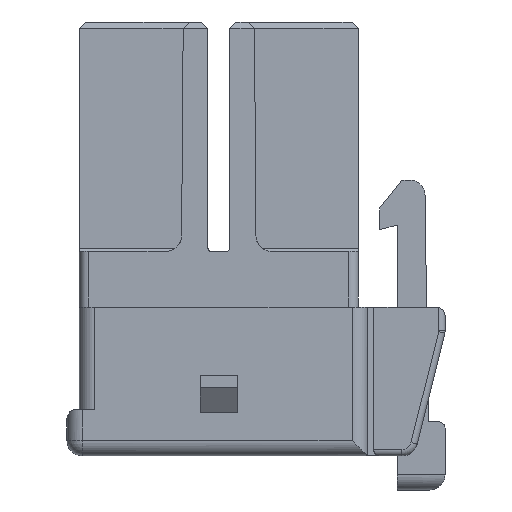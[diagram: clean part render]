
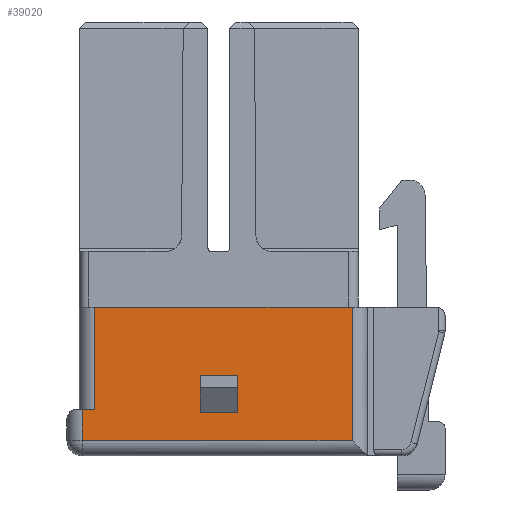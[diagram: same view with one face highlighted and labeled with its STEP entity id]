
A CAD part, left-side view. The second image highlights one B-rep face of the part: STEP entity #39020.
In plain terms, the highlighted planar face has unit normal (-1, 0, 0).
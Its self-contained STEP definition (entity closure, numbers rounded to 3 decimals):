
#32270=CARTESIAN_POINT('',(-5.55,-4.225,0.5));
#32280=VERTEX_POINT('',#32270);
#32310=CARTESIAN_POINT('',(-5.55,-4.225,4.8));
#32320=DIRECTION('',(0.,0.,-1.));
#32330=VECTOR('',#32320,1.);
#32340=LINE('',#32310,#32330);
#32350=CARTESIAN_POINT('',(-5.55,-4.225,4.8));
#32360=VERTEX_POINT('',#32350);
#32370=EDGE_CURVE('',#32360,#32280,#32340,.T.);
#32550=CARTESIAN_POINT('',(-5.55,-4.225,0.5));
#32560=DIRECTION('',(0.,1.,0.));
#32570=VECTOR('',#32560,1.);
#32580=LINE('',#32550,#32570);
#32590=CARTESIAN_POINT('',(-5.55,4.475,0.5));
#32600=VERTEX_POINT('',#32590);
#32610=EDGE_CURVE('',#32280,#32600,#32580,.T.);
#33180=CARTESIAN_POINT('',(-5.55,4.475,1.5));
#33190=VERTEX_POINT('',#33180);
#33220=CARTESIAN_POINT('',(-5.55,4.475,0.5));
#33230=DIRECTION('',(0.,0.,1.));
#33240=VECTOR('',#33230,1.);
#33250=LINE('',#33220,#33240);
#33260=EDGE_CURVE('',#32600,#33190,#33250,.T.);
#34000=CARTESIAN_POINT('',(-5.55,4.075,1.5));
#34010=VERTEX_POINT('',#34000);
#34040=CARTESIAN_POINT('',(-5.55,4.075,1.5));
#34050=DIRECTION('',(0.,1.,0.));
#34060=VECTOR('',#34050,1.);
#34070=LINE('',#34040,#34060);
#34080=EDGE_CURVE('',#34010,#33190,#34070,.T.);
#34420=CARTESIAN_POINT('',(-5.55,4.075,4.8));
#34430=VERTEX_POINT('',#34420);
#34460=CARTESIAN_POINT('',(-5.55,4.075,1.5));
#34470=DIRECTION('',(0.,0.,1.));
#34480=VECTOR('',#34470,1.);
#34490=LINE('',#34460,#34480);
#34500=EDGE_CURVE('',#34010,#34430,#34490,.T.);
#34890=CARTESIAN_POINT('',(-5.55,-4.225,4.8));
#34900=DIRECTION('',(0.,1.,0.));
#34910=VECTOR('',#34900,1.);
#34920=LINE('',#34890,#34910);
#34930=EDGE_CURVE('',#32360,#34430,#34920,.T.);
#38550=CARTESIAN_POINT('',(-5.55,4.66,4.915));
#38560=DIRECTION('',(-1.,0.,0.));
#38570=DIRECTION('',(0.,0.,1.));
#38580=AXIS2_PLACEMENT_3D('',#38550,#38560,#38570);
#38590=PLANE('',#38580);
#38600=ORIENTED_EDGE('',*,*,#34930,.T.);
#38610=ORIENTED_EDGE('',*,*,#32370,.F.);
#38620=ORIENTED_EDGE('',*,*,#32610,.F.);
#38630=ORIENTED_EDGE('',*,*,#33260,.F.);
#38640=ORIENTED_EDGE('',*,*,#34080,.T.);
#38650=ORIENTED_EDGE('',*,*,#34500,.F.);
#38660=EDGE_LOOP('',(#38650,#38640,#38630,#38620,#38610,#38600));
#38670=FACE_OUTER_BOUND('',#38660,.T.);
#38680=CARTESIAN_POINT('',(-5.55,-0.525,1.4));
#38690=DIRECTION('',(0.,1.,0.));
#38700=VECTOR('',#38690,1.);
#38710=LINE('',#38680,#38700);
#38720=CARTESIAN_POINT('',(-5.55,-0.525,1.4));
#38730=VERTEX_POINT('',#38720);
#38740=CARTESIAN_POINT('',(-5.55,0.675,
1.4));
#38750=VERTEX_POINT('',#38740);
#38760=EDGE_CURVE('',#38730,#38750,#38710,.T.);
#38770=ORIENTED_EDGE('',*,*,#38760,.T.);
#38780=CARTESIAN_POINT('',(-5.55,-0.525,2.55));
#38790=DIRECTION('',(0.,0.,-1.));
#38800=VECTOR('',#38790,1.);
#38810=LINE('',#38780,#38800);
#38820=CARTESIAN_POINT('',(-5.55,-0.525,2.55));
#38830=VERTEX_POINT('',#38820);
#38840=EDGE_CURVE('',#38830,#38730,#38810,.T.);
#38850=ORIENTED_EDGE('',*,*,#38840,.T.);
#38860=CARTESIAN_POINT('',(-5.55,0.675,2.55));
#38870=DIRECTION('',(0.,-1.,0.));
#38880=VECTOR('',#38870,1.);
#38890=LINE('',#38860,#38880);
#38900=CARTESIAN_POINT('',(-5.55,0.675,2.55));
#38910=VERTEX_POINT('',#38900);
#38920=EDGE_CURVE('',#38910,#38830,#38890,.T.);
#38930=ORIENTED_EDGE('',*,*,#38920,.T.);
#38940=CARTESIAN_POINT('',(-5.55,0.675,1.4));
#38950=DIRECTION('',(0.,0.,1.));
#38960=VECTOR('',#38950,1.);
#38970=LINE('',#38940,#38960);
#38980=EDGE_CURVE('',#38750,#38910,#38970,.T.);
#38990=ORIENTED_EDGE('',*,*,#38980,.T.);
#39000=EDGE_LOOP('',(#38990,#38930,#38850,#38770));
#39010=FACE_BOUND('',#39000,.T.);
#39020=ADVANCED_FACE('',(#38670,#39010),#38590,.T.);
